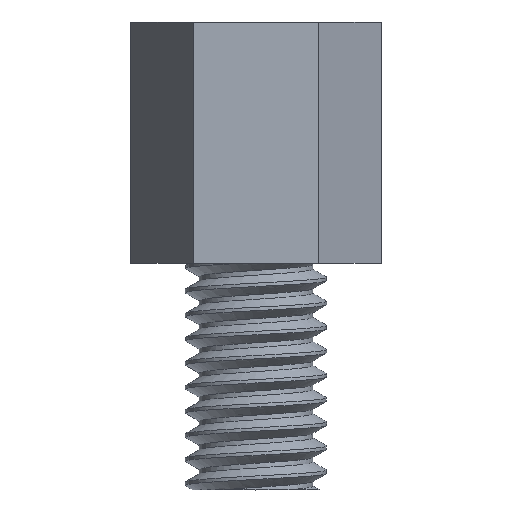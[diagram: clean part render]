
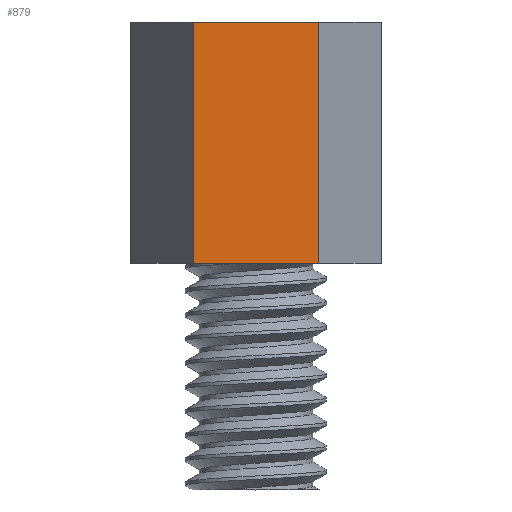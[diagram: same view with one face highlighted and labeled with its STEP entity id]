
A CAD part, top view. The second image highlights one B-rep face of the part: STEP entity #879.
In plain terms, the highlighted planar face has unit normal (0, 0, 1).
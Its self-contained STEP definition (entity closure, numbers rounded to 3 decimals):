
#25=PLANE('',#947);
#90=FACE_OUTER_BOUND('',#141,.T.);
#141=EDGE_LOOP('',(#778,#779,#780,#781));
#250=LINE('',#3514,#300);
#256=LINE('',#3527,#306);
#266=LINE('',#3546,#316);
#267=LINE('',#3548,#317);
#300=VECTOR('',#1073,10.);
#306=VECTOR('',#1083,10.);
#316=VECTOR('',#1101,10.);
#317=VECTOR('',#1104,10.);
#392=VERTEX_POINT('',#3512);
#393=VERTEX_POINT('',#3513);
#398=VERTEX_POINT('',#3526);
#403=VERTEX_POINT('',#3544);
#517=EDGE_CURVE('',#392,#393,#250,.T.);
#524=EDGE_CURVE('',#392,#398,#256,.T.);
#534=EDGE_CURVE('',#393,#403,#266,.T.);
#535=EDGE_CURVE('',#398,#403,#267,.T.);
#778=ORIENTED_EDGE('',*,*,#517,.T.);
#779=ORIENTED_EDGE('',*,*,#534,.T.);
#780=ORIENTED_EDGE('',*,*,#535,.F.);
#781=ORIENTED_EDGE('',*,*,#524,.F.);
#879=ADVANCED_FACE('',(#90),#25,.T.);
#947=AXIS2_PLACEMENT_3D('',#3547,#1102,#1103);
#1073=DIRECTION('',(1.,0.,0.));
#1083=DIRECTION('',(0.,1.,0.));
#1101=DIRECTION('',(0.,1.,0.));
#1102=DIRECTION('center_axis',(0.,0.,1.));
#1103=DIRECTION('ref_axis',(1.,0.,0.));
#1104=DIRECTION('',(1.,0.,0.));
#3512=CARTESIAN_POINT('',(-1.299,4.7,2.25));
#3513=CARTESIAN_POINT('',(1.299,4.7,2.25));
#3514=CARTESIAN_POINT('',(-1.299,4.7,2.25));
#3526=CARTESIAN_POINT('',(-1.299,9.7,2.25));
#3527=CARTESIAN_POINT('',(-1.299,4.7,2.25));
#3544=CARTESIAN_POINT('',(1.299,9.7,2.25));
#3546=CARTESIAN_POINT('',(1.299,4.7,2.25));
#3547=CARTESIAN_POINT('Origin',(-1.299,4.7,2.25));
#3548=CARTESIAN_POINT('',(-1.299,9.7,2.25));
